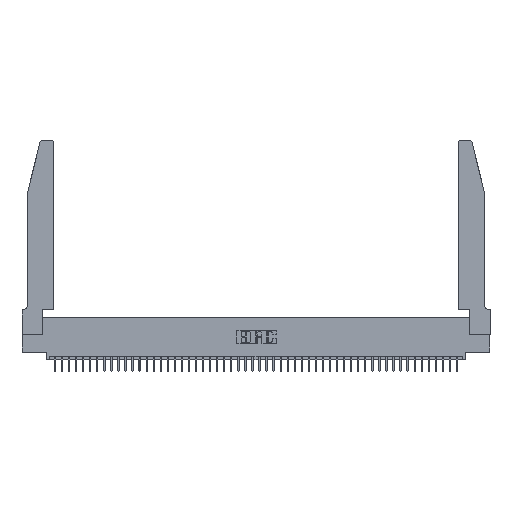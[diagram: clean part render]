
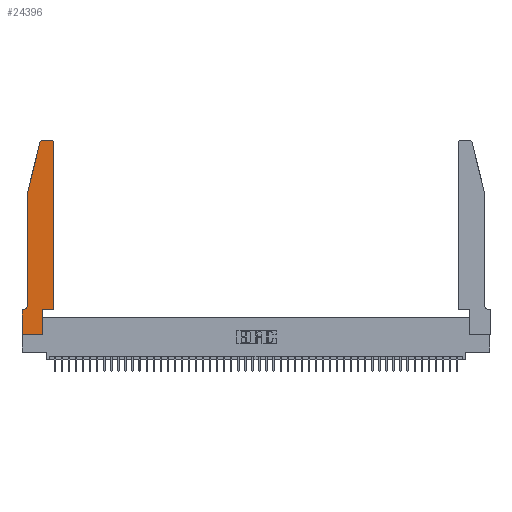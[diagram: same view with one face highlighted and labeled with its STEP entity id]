
A CAD part, top view. The second image highlights one B-rep face of the part: STEP entity #24396.
In plain terms, the highlighted planar face has unit normal (0, 0, 1).
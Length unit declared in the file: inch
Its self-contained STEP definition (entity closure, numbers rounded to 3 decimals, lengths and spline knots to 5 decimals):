
#1075 = CARTESIAN_POINT ( 'NONE',  ( 0.0055, 0.35, 0.37 ) ) ;
#1524 = EDGE_LOOP ( 'NONE', ( #31748, #23858, #9583, #19239, #25006, #2131, #7116, #26278, #46785, #36036, #2140, #43735 ) ) ;
#1866 = DIRECTION ( 'NONE',  ( 0., 1., 0. ) ) ;
#1952 = EDGE_CURVE ( 'NONE', #10042, #41813, #7997, .T. ) ;
#2131 = ORIENTED_EDGE ( 'NONE', *, *, #17300, .T. ) ;
#2140 = ORIENTED_EDGE ( 'NONE', *, *, #25985, .T. ) ;
#2194 = EDGE_CURVE ( 'NONE', #27386, #12374, #30767, .T. ) ;
#2344 = CARTESIAN_POINT ( 'NONE',  ( 0.0755, 2., 0.37 ) ) ;
#3496 = CARTESIAN_POINT ( 'NONE',  ( 0.0755, 0.35, 0.37 ) ) ;
#4078 = FACE_OUTER_BOUND ( 'NONE', #1524, .T. ) ;
#4398 = VECTOR ( 'NONE', #48033, 39.37008 ) ;
#5080 = DIRECTION ( 'NONE',  ( 0., 0., 1. ) ) ;
#6228 = EDGE_CURVE ( 'NONE', #18192, #47755, #45215, .T. ) ;
#6343 = LINE ( 'NONE', #2344, #31481 ) ;
#7116 = ORIENTED_EDGE ( 'NONE', *, *, #6228, .T. ) ;
#7132 = CARTESIAN_POINT ( 'NONE',  ( 0., 0., 0.37 ) ) ;
#7997 = LINE ( 'NONE', #47969, #46545 ) ;
#8716 = EDGE_CURVE ( 'NONE', #44728, #27386, #47614, .T. ) ;
#8948 = CARTESIAN_POINT ( 'NONE',  ( 0.0755, 0.42, 0.37 ) ) ;
#9583 = ORIENTED_EDGE ( 'NONE', *, *, #36572, .T. ) ;
#10042 = VERTEX_POINT ( 'NONE', #34279 ) ;
#10768 = DIRECTION ( 'NONE',  ( -1., 0., 0. ) ) ;
#12374 = VERTEX_POINT ( 'NONE', #40101 ) ;
#13311 = LINE ( 'NONE', #24227, #43083 ) ;
#14065 = CARTESIAN_POINT ( 'NONE',  ( 0.2865, 0.35, 0.37 ) ) ;
#14125 = CARTESIAN_POINT ( 'NONE',  ( 0.0755, 2., 0.37 ) ) ;
#14132 = DIRECTION ( 'NONE',  ( 0., 0., 1. ) ) ;
#14868 = CARTESIAN_POINT ( 'NONE',  ( 0.25487, 2.72718, 0.37 ) ) ;
#15140 = CARTESIAN_POINT ( 'NONE',  ( 0.4505, 0.35, 0.37 ) ) ;
#15531 = VERTEX_POINT ( 'NONE', #41227 ) ;
#16432 = CARTESIAN_POINT ( 'NONE',  ( 0.2865, 0., 0.37 ) ) ;
#16638 = VECTOR ( 'NONE', #34645, 39.37008 ) ;
#16889 = CARTESIAN_POINT ( 'NONE',  ( 0.284, 2.75, 0.37 ) ) ;
#17300 = EDGE_CURVE ( 'NONE', #27095, #18192, #29099, .T. ) ;
#18133 = AXIS2_PLACEMENT_3D ( 'NONE', #20855, #14132, #24627 ) ;
#18192 = VERTEX_POINT ( 'NONE', #35259 ) ;
#19239 = ORIENTED_EDGE ( 'NONE', *, *, #22118, .T. ) ;
#20174 = CARTESIAN_POINT ( 'NONE',  ( 0.0755, 2., 0.37 ) ) ;
#20855 = CARTESIAN_POINT ( 'NONE',  ( 0.284, 2.72, 0.37 ) ) ;
#21639 = DIRECTION ( 'NONE',  ( 0., -1., 0. ) ) ;
#22118 = EDGE_CURVE ( 'NONE', #32381, #37778, #32941, .T. ) ;
#22653 = DIRECTION ( 'NONE',  ( 1., 0., 0. ) ) ;
#23858 = ORIENTED_EDGE ( 'NONE', *, *, #34594, .T. ) ;
#24155 = DIRECTION ( 'NONE',  ( 1., 0., 0. ) ) ;
#24160 = VECTOR ( 'NONE', #21639, 39.37008 ) ;
#24227 = CARTESIAN_POINT ( 'NONE',  ( 0.4505, 0.35, 0.37 ) ) ;
#24396 = ADVANCED_FACE ( 'NONE', ( #4078 ), #40363, .T. ) ;
#24627 = DIRECTION ( 'NONE',  ( 1., 0., 0. ) ) ;
#25006 = ORIENTED_EDGE ( 'NONE', *, *, #29347, .T. ) ;
#25985 = EDGE_CURVE ( 'NONE', #12374, #15531, #13311, .T. ) ;
#26278 = ORIENTED_EDGE ( 'NONE', *, *, #27699, .T. ) ;
#26591 = CIRCLE ( 'NONE', #28050, 0.03 ) ;
#27095 = VERTEX_POINT ( 'NONE', #1075 ) ;
#27132 = AXIS2_PLACEMENT_3D ( 'NONE', #48016, #33357, #37100 ) ;
#27386 = VERTEX_POINT ( 'NONE', #36130 ) ;
#27699 = EDGE_CURVE ( 'NONE', #47755, #44728, #31851, .T. ) ;
#27781 = EDGE_CURVE ( 'NONE', #15531, #10042, #26591, .T. ) ;
#28050 = AXIS2_PLACEMENT_3D ( 'NONE', #46369, #5080, #24155 ) ;
#28821 = VECTOR ( 'NONE', #42100, 39.37008 ) ;
#28867 = CIRCLE ( 'NONE', #18133, 0.03 ) ;
#28943 = CARTESIAN_POINT ( 'NONE',  ( 0., 0.35, 0.37 ) ) ;
#29099 = LINE ( 'NONE', #3496, #44904 ) ;
#29347 = EDGE_CURVE ( 'NONE', #37778, #27095, #41046, .T. ) ;
#29762 = DIRECTION ( 'NONE',  ( -0.239, -0.971, 0. ) ) ;
#30134 = DIRECTION ( 'NONE',  ( -1., 0., 0. ) ) ;
#30767 = LINE ( 'NONE', #15140, #45929 ) ;
#31481 = VECTOR ( 'NONE', #29762, 39.37008 ) ;
#31748 = ORIENTED_EDGE ( 'NONE', *, *, #1952, .T. ) ;
#31851 = LINE ( 'NONE', #41840, #16638 ) ;
#32381 = VERTEX_POINT ( 'NONE', #14125 ) ;
#32858 = DIRECTION ( 'NONE',  ( 1., 0., 0. ) ) ;
#32941 = LINE ( 'NONE', #20174, #28821 ) ;
#33357 = DIRECTION ( 'NONE',  ( 0., 0., -1. ) ) ;
#34279 = CARTESIAN_POINT ( 'NONE',  ( 0.4205, 2.75, 0.37 ) ) ;
#34594 = EDGE_CURVE ( 'NONE', #41813, #46720, #28867, .T. ) ;
#34645 = DIRECTION ( 'NONE',  ( 1., 0., 0. ) ) ;
#34919 = CARTESIAN_POINT ( 'NONE',  ( 0., 0., 0.37 ) ) ;
#35259 = CARTESIAN_POINT ( 'NONE',  ( 0., 0.35, 0.37 ) ) ;
#36036 = ORIENTED_EDGE ( 'NONE', *, *, #2194, .T. ) ;
#36130 = CARTESIAN_POINT ( 'NONE',  ( 0.2865, 0.35, 0.37 ) ) ;
#36440 = DIRECTION ( 'NONE',  ( 0., 0., 1. ) ) ;
#36572 = EDGE_CURVE ( 'NONE', #46720, #32381, #6343, .T. ) ;
#37100 = DIRECTION ( 'NONE',  ( -1., 0., 0. ) ) ;
#37778 = VERTEX_POINT ( 'NONE', #8948 ) ;
#40101 = CARTESIAN_POINT ( 'NONE',  ( 0.4505, 0.35, 0.37 ) ) ;
#40363 = PLANE ( 'NONE',  #46977 ) ;
#41046 = CIRCLE ( 'NONE', #27132, 0.07 ) ;
#41227 = CARTESIAN_POINT ( 'NONE',  ( 0.4505, 2.72, 0.37 ) ) ;
#41813 = VERTEX_POINT ( 'NONE', #16889 ) ;
#41840 = CARTESIAN_POINT ( 'NONE',  ( 0., 0., 0.37 ) ) ;
#42100 = DIRECTION ( 'NONE',  ( 0., -1., 0. ) ) ;
#43083 = VECTOR ( 'NONE', #1866, 39.37008 ) ;
#43735 = ORIENTED_EDGE ( 'NONE', *, *, #27781, .T. ) ;
#44728 = VERTEX_POINT ( 'NONE', #16432 ) ;
#44904 = VECTOR ( 'NONE', #30134, 39.37008 ) ;
#45215 = LINE ( 'NONE', #7132, #24160 ) ;
#45929 = VECTOR ( 'NONE', #22653, 39.37008 ) ;
#46369 = CARTESIAN_POINT ( 'NONE',  ( 0.4205, 2.72, 0.37 ) ) ;
#46545 = VECTOR ( 'NONE', #10768, 39.37008 ) ;
#46720 = VERTEX_POINT ( 'NONE', #14868 ) ;
#46785 = ORIENTED_EDGE ( 'NONE', *, *, #8716, .T. ) ;
#46977 = AXIS2_PLACEMENT_3D ( 'NONE', #28943, #36440, #32858 ) ;
#47614 = LINE ( 'NONE', #14065, #4398 ) ;
#47755 = VERTEX_POINT ( 'NONE', #34919 ) ;
#47969 = CARTESIAN_POINT ( 'NONE',  ( 0.2605, 2.75, 0.37 ) ) ;
#48016 = CARTESIAN_POINT ( 'NONE',  ( 0.0055, 0.42, 0.37 ) ) ;
#48033 = DIRECTION ( 'NONE',  ( 0., 1., 0. ) ) ;
